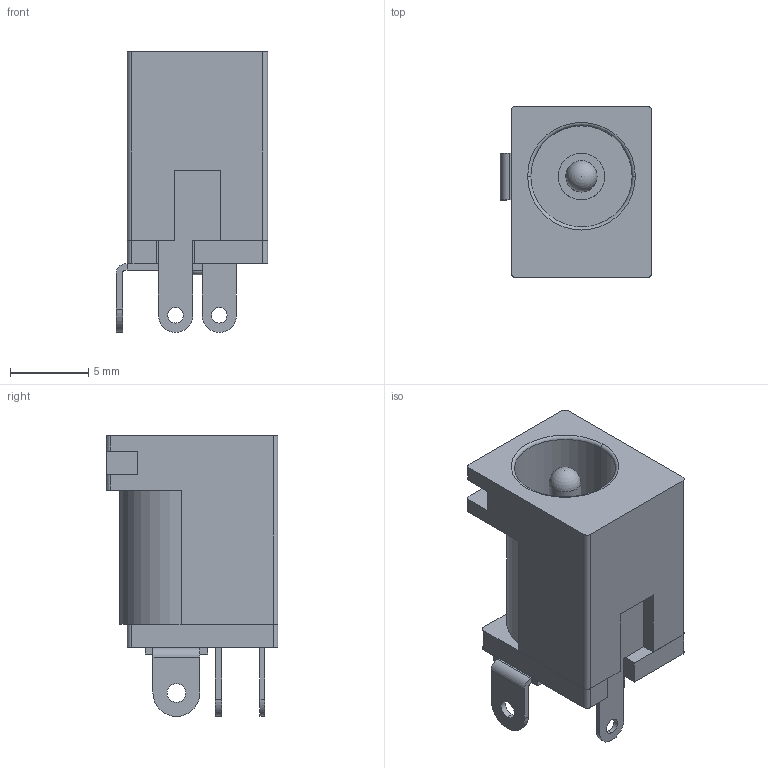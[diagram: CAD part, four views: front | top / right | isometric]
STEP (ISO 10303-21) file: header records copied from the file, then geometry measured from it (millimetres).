
FILE_DESCRIPTION (( 'STEP AP214' ), '1' );
FILE_NAME ('CUI_DEVICES_PJ-032A.step', '2019-10-20T23:20:49', ( '' ), ( '' ), 'SwSTEP 2.0', 'SolidWorks 2019', '' );
FILE_SCHEMA (( 'AUTOMOTIVE_DESIGN' ));
Length unit declared in the file: inch
Products named in the file (1): CUI_DEVICES_PJ-032A
Bounding box: 9.7 x 11 x 18 mm (x, y, z)
Volume: 826.6 mm3; surface area: 1361.1 mm2
Topology: 5 solids, 5 shells, 106 faces, 273 edges, 181 vertices
Faces by surface type: plane 69, cylinder 30, torus 6, sphere 1
Entity records: 3354 total; most frequent: DIRECTION 561, CARTESIAN_POINT 558, ORIENTED_EDGE 542, EDGE_CURVE 271, LINE 195, VECTOR 195, AXIS2_PLACEMENT_3D 183, VERTEX_POINT 180
